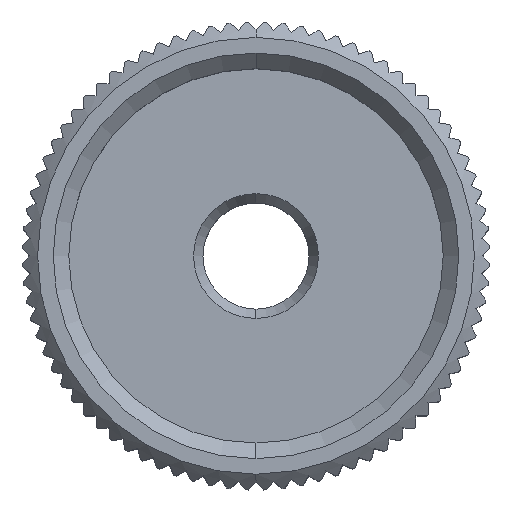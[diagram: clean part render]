
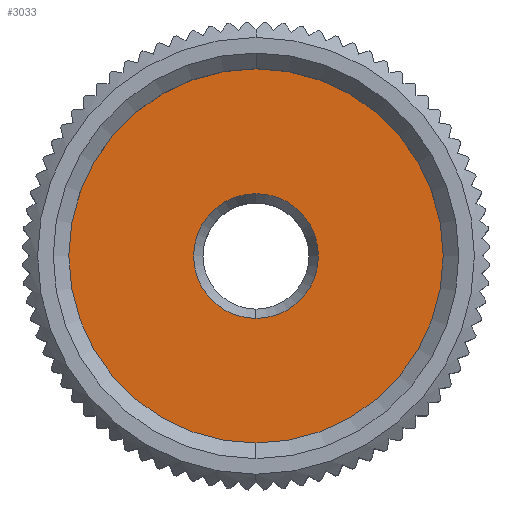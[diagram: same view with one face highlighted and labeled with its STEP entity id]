
A CAD part, top view. The second image highlights one B-rep face of the part: STEP entity #3033.
In plain terms, the highlighted planar face has unit normal (0, 0, 1).
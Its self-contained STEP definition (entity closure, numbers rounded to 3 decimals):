
#1739=EDGE_CURVE('',#3719,#3885,#4866,.T.);
#3033=ADVANCED_FACE('',(#6277,#6278),#6279,.T.);
#3719=VERTEX_POINT('',#7030);
#3723=VERTEX_POINT('',#7034);
#3865=EDGE_CURVE('',#3899,#3723,#7187,.T.);
#3885=VERTEX_POINT('',#7207);
#3899=VERTEX_POINT('',#7222);
#4353=EDGE_CURVE('',#3723,#3899,#7712,.T.);
#4523=EDGE_CURVE('',#3885,#3719,#7900,.T.);
#4866=CIRCLE('',#8427,12.0);
#6277=FACE_OUTER_BOUND('',#11505,.T.);
#6278=FACE_BOUND('',#11506,.T.);
#6279=PLANE('',#11507);
#7030=CARTESIAN_POINT('',(0.,-12.0,10.));
#7034=CARTESIAN_POINT('',(0.,4.,10.));
#7187=CIRCLE('',#13499,4.0);
#7207=CARTESIAN_POINT('',(0.0,12.0,10.));
#7222=CARTESIAN_POINT('',(0.,-4.,10.));
#7712=CIRCLE('',#14704,4.0);
#7900=CIRCLE('',#15106,12.0);
#8427=AXIS2_PLACEMENT_3D('',#15555,#15556,#15557);
#11505=EDGE_LOOP('',(#17132,#17133));
#11506=EDGE_LOOP('',(#17134,#17135));
#11507=AXIS2_PLACEMENT_3D('',#17136,#17137,#17138);
#13499=AXIS2_PLACEMENT_3D('',#17976,#17977,#17978);
#14704=AXIS2_PLACEMENT_3D('',#18523,#18524,#18525);
#15106=AXIS2_PLACEMENT_3D('',#18720,#18721,#18722);
#15555=CARTESIAN_POINT('',(0.0,0.,10.));
#15556=DIRECTION('',(0.0,0.,1.0));
#15557=DIRECTION('',(0.0,1.0,0.));
#17132=ORIENTED_EDGE('',*,*,#4523,.T.);
#17133=ORIENTED_EDGE('',*,*,#1739,.T.);
#17134=ORIENTED_EDGE('',*,*,#3865,.F.);
#17135=ORIENTED_EDGE('',*,*,#4353,.F.);
#17136=CARTESIAN_POINT('',(0.,-7.5,10.));
#17137=DIRECTION('',(0.,0.,1.0));
#17138=DIRECTION('',(0.,-1.0,0.0));
#17976=CARTESIAN_POINT('',(0.,0.,10.));
#17977=DIRECTION('',(0.,0.,1.0));
#17978=DIRECTION('',(0.,-1.0,0.));
#18523=CARTESIAN_POINT('',(0.,0.,10.));
#18524=DIRECTION('',(0.,0.,1.0));
#18525=DIRECTION('',(0.,-1.0,0.));
#18720=CARTESIAN_POINT('',(0.0,0.,10.));
#18721=DIRECTION('',(0.0,0.,1.0));
#18722=DIRECTION('',(0.0,1.0,0.));
